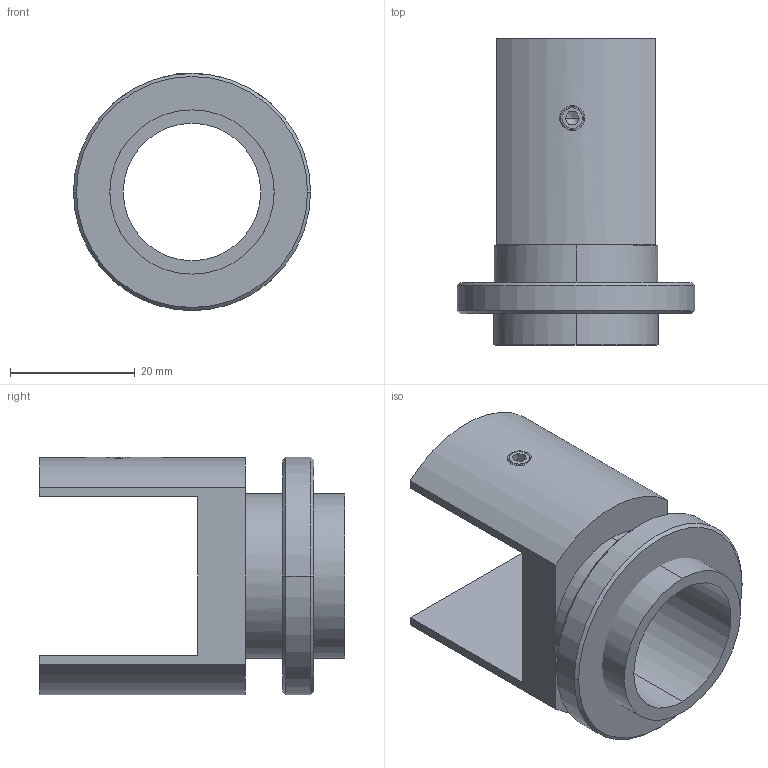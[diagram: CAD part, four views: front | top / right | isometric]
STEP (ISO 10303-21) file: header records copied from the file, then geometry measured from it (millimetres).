
FILE_DESCRIPTION (( 'STEP AP203' ), '1' );
FILE_NAME ('04CBS-3(M).STEP', '2016-03-03T03:18:44', ( '' ), ( '' ), 'SwSTEP 2.0', 'SolidWorks 2016', '' );
FILE_SCHEMA (( 'CONFIG_CONTROL_DESIGN' ));
Length unit declared in the file: millimetre
Products named in the file (1): 04CBS-3(M)
Bounding box: 38 x 49 x 38 mm (x, y, z)
Volume: 15697.8 mm3; surface area: 9983.4 mm2
Topology: 3 solids, 3 shells, 49 faces, 115 edges, 70 vertices
Faces by surface type: plane 22, cylinder 15, cone 12
Entity records: 1522 total; most frequent: CARTESIAN_POINT 313, DIRECTION 245, ORIENTED_EDGE 222, EDGE_CURVE 111, AXIS2_PLACEMENT_3D 92, VERTEX_POINT 70, VECTOR 61, LINE 61
